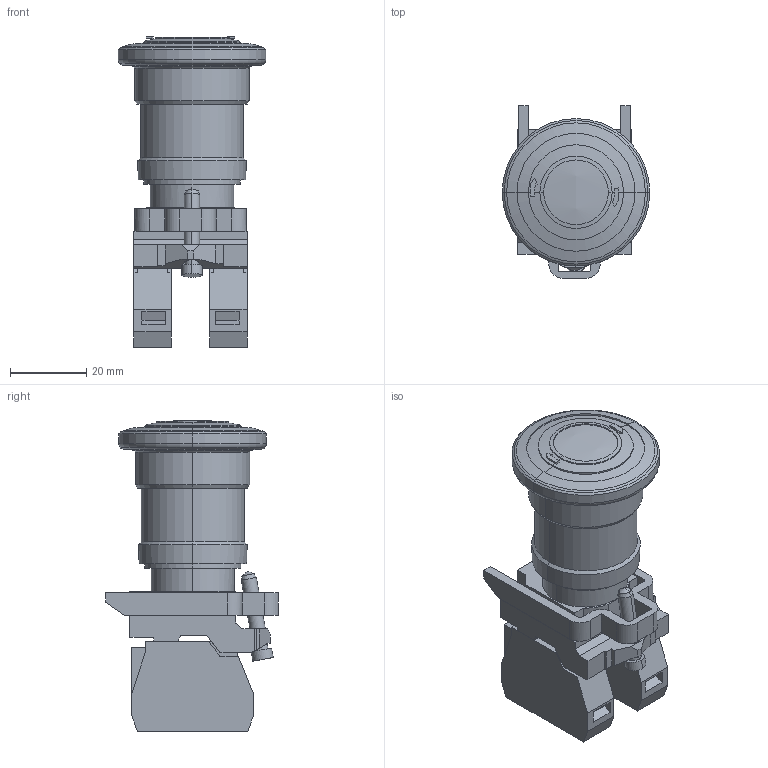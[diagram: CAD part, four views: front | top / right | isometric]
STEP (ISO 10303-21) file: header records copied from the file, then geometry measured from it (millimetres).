
FILE_DESCRIPTION((''),'2;1');
FILE_NAME('SB108826_3D-COLOUR','2013-09-13T',('SESA233469'),('Schneider-Electric'),'PRO/ENGINEER BY PARAMETRIC TECHNOLOGY CORPORATION, 2011410','PRO/ENGINEER BY PARAMETRIC TECHNOLOGY CORPORATION, 2011410','');
FILE_SCHEMA(('CONFIG_CONTROL_DESIGN'));
Length unit declared in the file: millimetre
Products named in the file (1): SB108826_3D-COLOUR
Bounding box: 38.8 x 45.48 x 81.75 mm (x, y, z)
Volume: 52317.3 mm3; surface area: 17526.7 mm2
Topology: 5 solids, 5 shells, 239 faces, 641 edges, 417 vertices
Faces by surface type: plane 155, cylinder 53, cone 22, torus 8, sphere 1
Entity records: 7904 total; most frequent: CARTESIAN_POINT 1811, ORIENTED_EDGE 1278, DIRECTION 1236, EDGE_CURVE 639, VECTOR 452, LINE 452, VERTEX_POINT 417, AXIS2_PLACEMENT_3D 392
